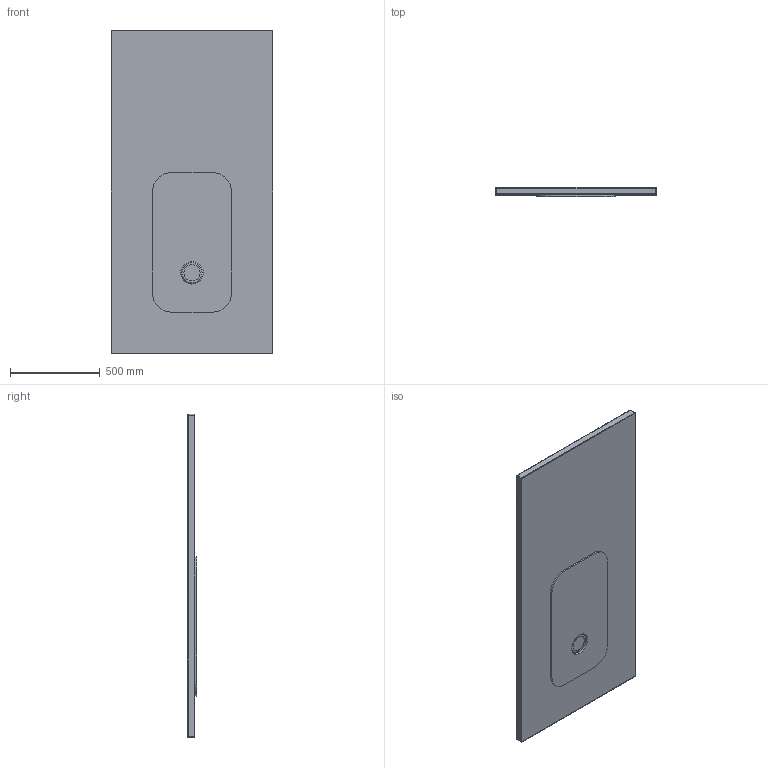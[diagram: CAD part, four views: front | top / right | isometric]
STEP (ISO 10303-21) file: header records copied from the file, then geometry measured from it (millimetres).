
FILE_DESCRIPTION((''),'2;1');
FILE_NAME('PLANEO180X90_22042019_ASM','2019-04-23T16:56:35',('grootj'),('Villeroy & Boch Wellness bv'),'CREO PARAMETRIC BY PTC INC, 2018020','CREO PARAMETRIC BY PTC INC, 2018020','');
FILE_SCHEMA(('CONFIG_CONTROL_DESIGN'));
Length unit declared in the file: millimetre
Products named in the file (4): COLMAR180X90_1-3DEGREE18072018; COVER-CLOSED07102016; PUR_PL180X90-27112018; PLANEO180X90_22042019_ASM
Assembly tree (3 placements, depth 2):
  PLANEO180X90_22042019_ASM
    COLMAR180X90_1-3DEGREE18072018
    COVER-CLOSED07102016
    PUR_PL180X90-27112018
Bounding box: 900 x 51.33 x 1800 mm (x, y, z)
Volume: 16260967.8 mm3; surface area: 6915933.7 mm2
Topology: 3 solids, 3 shells, 347 faces, 792 edges, 456 vertices
Faces by surface type: bspline 244, cylinder 44, plane 39, torus 16, cone 4
Entity records: 22513 total; most frequent: CARTESIAN_POINT 16213, ORIENTED_EDGE 1584, DIRECTION 826, EDGE_CURVE 792, VERTEX_POINT 456, B_SPLINE_CURVE_WITH_KNOTS 414, EDGE_LOOP 356, FACE_OUTER_BOUND 347
